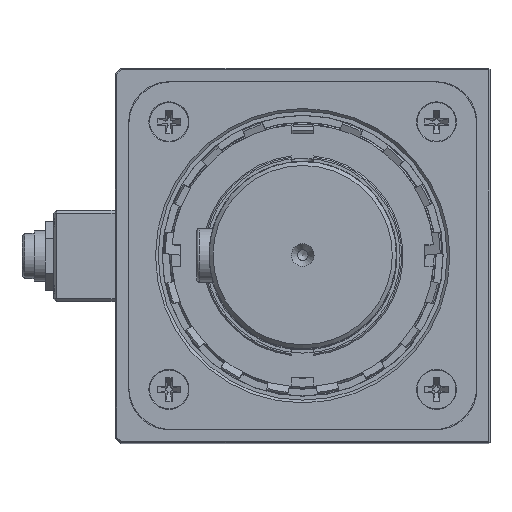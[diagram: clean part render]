
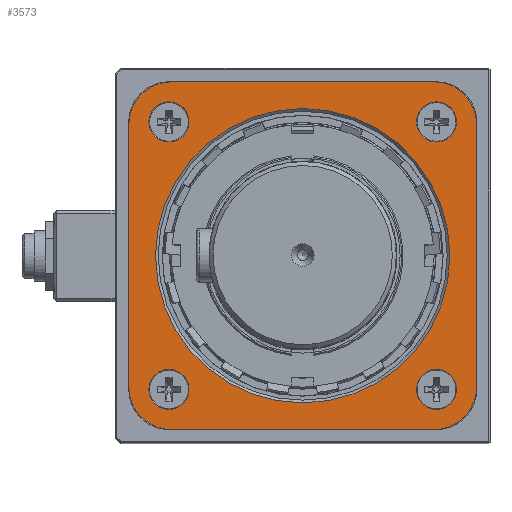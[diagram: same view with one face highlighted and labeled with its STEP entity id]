
A CAD part, top view. The second image highlights one B-rep face of the part: STEP entity #3573.
In plain terms, the highlighted planar face has unit normal (0, 0, 1).
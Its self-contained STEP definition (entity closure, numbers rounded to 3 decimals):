
#3573 = ADVANCED_FACE( '', ( #6990, #6991, #6992, #6993, #6994, #6995 ), #6996, .T. );
#6990 = FACE_BOUND( '', #10565, .T. );
#6991 = FACE_BOUND( '', #10566, .T. );
#6992 = FACE_BOUND( '', #10567, .T. );
#6993 = FACE_BOUND( '', #10568, .T. );
#6994 = FACE_BOUND( '', #10569, .T. );
#6995 = FACE_OUTER_BOUND( '', #10570, .T. );
#6996 = PLANE( '', #10571 );
#10565 = EDGE_LOOP( '', ( #18557 ) );
#10566 = EDGE_LOOP( '', ( #18558 ) );
#10567 = EDGE_LOOP( '', ( #18559 ) );
#10568 = EDGE_LOOP( '', ( #18560 ) );
#10569 = EDGE_LOOP( '', ( #18561 ) );
#10570 = EDGE_LOOP( '', ( #18562, #18563, #18564, #18565, #18566, #18567, #18568, #18569 ) );
#10571 = AXIS2_PLACEMENT_3D( '', #18570, #18571, #18572 );
#18557 = ORIENTED_EDGE( '', *, *, #20285, .T. );
#18558 = ORIENTED_EDGE( '', *, *, #21719, .T. );
#18559 = ORIENTED_EDGE( '', *, *, #21007, .T. );
#18560 = ORIENTED_EDGE( '', *, *, #19672, .T. );
#18561 = ORIENTED_EDGE( '', *, *, #20222, .T. );
#18562 = ORIENTED_EDGE( '', *, *, #21446, .T. );
#18563 = ORIENTED_EDGE( '', *, *, #19435, .T. );
#18564 = ORIENTED_EDGE( '', *, *, #19734, .T. );
#18565 = ORIENTED_EDGE( '', *, *, #18924, .T. );
#18566 = ORIENTED_EDGE( '', *, *, #20501, .T. );
#18567 = ORIENTED_EDGE( '', *, *, #19189, .T. );
#18568 = ORIENTED_EDGE( '', *, *, #20364, .T. );
#18569 = ORIENTED_EDGE( '', *, *, #21733, .T. );
#18570 = CARTESIAN_POINT( '', ( -65., -65., 11.5 ) );
#18571 = DIRECTION( '', ( 0., 0., 1. ) );
#18572 = DIRECTION( '', ( 1., 0., 0. ) );
#18924 = EDGE_CURVE( '', #22115, #22116, #22117, .T. );
#19189 = EDGE_CURVE( '', #22605, #22606, #22607, .T. );
#19435 = EDGE_CURVE( '', #23027, #23028, #23029, .T. );
#19672 = EDGE_CURVE( '', #23417, #23417, #23418, .T. );
#19734 = EDGE_CURVE( '', #23028, #22115, #23521, .T. );
#20222 = EDGE_CURVE( '', #24266, #24266, #24267, .T. );
#20285 = EDGE_CURVE( '', #24359, #24359, #24360, .F. );
#20364 = EDGE_CURVE( '', #22606, #24478, #24479, .T. );
#20501 = EDGE_CURVE( '', #22116, #22605, #24681, .T. );
#21007 = EDGE_CURVE( '', #25389, #25389, #25390, .T. );
#21446 = EDGE_CURVE( '', #25946, #23027, #25947, .T. );
#21719 = EDGE_CURVE( '', #26250, #26250, #26251, .T. );
#21733 = EDGE_CURVE( '', #24478, #25946, #26267, .T. );
#22115 = VERTEX_POINT( '', #26834 );
#22116 = VERTEX_POINT( '', #26835 );
#22117 = CIRCLE( '', #26836, 16. );
#22605 = VERTEX_POINT( '', #27494 );
#22606 = VERTEX_POINT( '', #27495 );
#22607 = CIRCLE( '', #27496, 16. );
#23027 = VERTEX_POINT( '', #28239 );
#23028 = VERTEX_POINT( '', #28240 );
#23029 = CIRCLE( '', #28241, 16. );
#23417 = VERTEX_POINT( '', #28797 );
#23418 = CIRCLE( '', #28798, 7.5 );
#23521 = LINE( '', #28964, #28965 );
#24266 = VERTEX_POINT( '', #30198 );
#24267 = CIRCLE( '', #30199, 7.5 );
#24359 = VERTEX_POINT( '', #30371 );
#24360 = CIRCLE( '', #30372, 55. );
#24478 = VERTEX_POINT( '', #30549 );
#24479 = LINE( '', #30550, #30551 );
#24681 = LINE( '', #30866, #30867 );
#25389 = VERTEX_POINT( '', #31971 );
#25390 = CIRCLE( '', #31972, 7.5 );
#25946 = VERTEX_POINT( '', #32766 );
#25947 = LINE( '', #32767, #32768 );
#26250 = VERTEX_POINT( '', #33202 );
#26251 = CIRCLE( '', #33203, 7.5 );
#26267 = CIRCLE( '', #33221, 16. );
#26834 = CARTESIAN_POINT( '', ( 49., -65., 11.5 ) );
#26835 = CARTESIAN_POINT( '', ( 65., -49., 11.5 ) );
#26836 = AXIS2_PLACEMENT_3D( '', #33557, #33558, #33559 );
#27494 = CARTESIAN_POINT( '', ( 65., 49., 11.5 ) );
#27495 = CARTESIAN_POINT( '', ( 49., 65., 11.5 ) );
#27496 = AXIS2_PLACEMENT_3D( '', #33976, #33977, #33978 );
#28239 = CARTESIAN_POINT( '', ( -65., -49., 11.5 ) );
#28240 = CARTESIAN_POINT( '', ( -49., -65., 11.5 ) );
#28241 = AXIS2_PLACEMENT_3D( '', #34289, #34290, #34291 );
#28797 = CARTESIAN_POINT( '', ( 57.5, 50., 11.5 ) );
#28798 = AXIS2_PLACEMENT_3D( '', #34565, #34566, #34567 );
#28964 = CARTESIAN_POINT( '', ( -65., -65., 11.5 ) );
#28965 = VECTOR( '', #34637, 1000. );
#30198 = CARTESIAN_POINT( '', ( -50., 57.5, 11.5 ) );
#30199 = AXIS2_PLACEMENT_3D( '', #35198, #35199, #35200 );
#30371 = CARTESIAN_POINT( '', ( 55., 0., 11.5 ) );
#30372 = AXIS2_PLACEMENT_3D( '', #35272, #35273, #35274 );
#30549 = CARTESIAN_POINT( '', ( -49., 65., 11.5 ) );
#30550 = CARTESIAN_POINT( '', ( 65., 65., 11.5 ) );
#30551 = VECTOR( '', #35352, 1000. );
#30866 = CARTESIAN_POINT( '', ( 65., -65., 11.5 ) );
#30867 = VECTOR( '', #35505, 1000. );
#31971 = CARTESIAN_POINT( '', ( 50., -57.5, 11.5 ) );
#31972 = AXIS2_PLACEMENT_3D( '', #36084, #36085, #36086 );
#32766 = CARTESIAN_POINT( '', ( -65., 49., 11.5 ) );
#32767 = CARTESIAN_POINT( '', ( -65., 65., 11.5 ) );
#32768 = VECTOR( '', #36510, 1000. );
#33202 = CARTESIAN_POINT( '', ( -57.5, -50., 11.5 ) );
#33203 = AXIS2_PLACEMENT_3D( '', #36702, #36703, #36704 );
#33221 = AXIS2_PLACEMENT_3D( '', #36713, #36714, #36715 );
#33557 = CARTESIAN_POINT( '', ( 49., -49., 11.5 ) );
#33558 = DIRECTION( '', ( 0., 0., 1. ) );
#33559 = DIRECTION( '', ( 1., 0., 0. ) );
#33976 = CARTESIAN_POINT( '', ( 49., 49., 11.5 ) );
#33977 = DIRECTION( '', ( 0., 0., 1. ) );
#33978 = DIRECTION( '', ( 1., 0., 0. ) );
#34289 = CARTESIAN_POINT( '', ( -49., -49., 11.5 ) );
#34290 = DIRECTION( '', ( 0., 0., 1. ) );
#34291 = DIRECTION( '', ( 1., 0., 0. ) );
#34565 = CARTESIAN_POINT( '', ( 50., 50., 11.5 ) );
#34566 = DIRECTION( '', ( 0., 0., -1. ) );
#34567 = DIRECTION( '', ( 1., 0., 0. ) );
#34637 = DIRECTION( '', ( 1., 0., 0. ) );
#35198 = CARTESIAN_POINT( '', ( -50., 50., 11.5 ) );
#35199 = DIRECTION( '', ( 0., 0., -1. ) );
#35200 = DIRECTION( '', ( 0., 1., 0. ) );
#35272 = CARTESIAN_POINT( '', ( 0., 0., 11.5 ) );
#35273 = DIRECTION( '', ( 0., 0., 1. ) );
#35274 = DIRECTION( '', ( 1., 0., 0. ) );
#35352 = DIRECTION( '', ( -1., 0., 0. ) );
#35505 = DIRECTION( '', ( 0., 1., 0. ) );
#36084 = CARTESIAN_POINT( '', ( 50., -50., 11.5 ) );
#36085 = DIRECTION( '', ( 0., 0., -1. ) );
#36086 = DIRECTION( '', ( 0., -1., 0. ) );
#36510 = DIRECTION( '', ( 0., -1., 0. ) );
#36702 = CARTESIAN_POINT( '', ( -50., -50., 11.5 ) );
#36703 = DIRECTION( '', ( 0., 0., -1. ) );
#36704 = DIRECTION( '', ( -1., 0., 0. ) );
#36713 = CARTESIAN_POINT( '', ( -49., 49., 11.5 ) );
#36714 = DIRECTION( '', ( 0., 0., 1. ) );
#36715 = DIRECTION( '', ( 1., 0., 0. ) );
